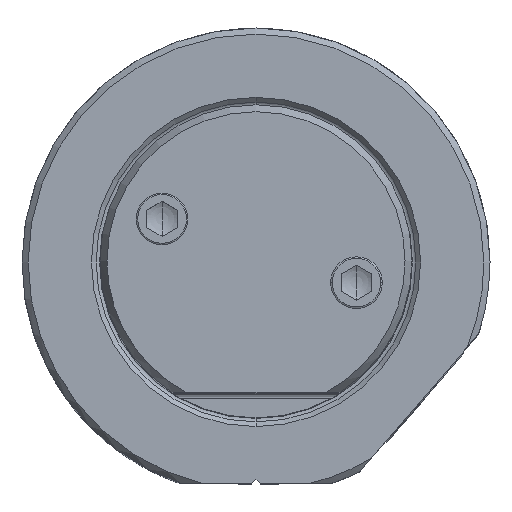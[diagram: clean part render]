
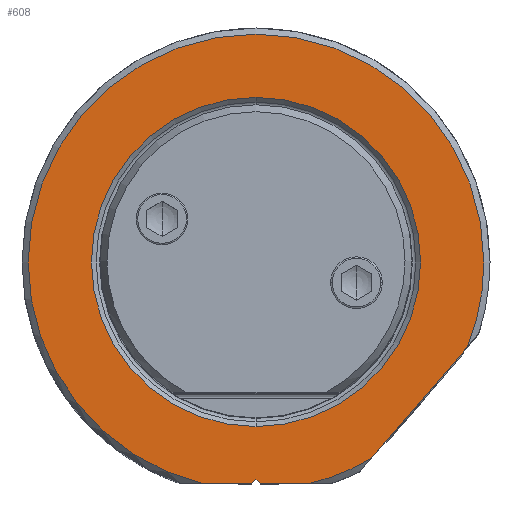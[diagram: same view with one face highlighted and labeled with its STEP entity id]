
A CAD part, top view. The second image highlights one B-rep face of the part: STEP entity #608.
In plain terms, the highlighted planar face has unit normal (0, 0, 1).
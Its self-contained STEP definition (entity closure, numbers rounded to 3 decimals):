
#123=PLANE('',#5688);
#608=ADVANCED_FACE('',(#915,#916),#123,.T.);
#915=FACE_BOUND('',#1029,.T.);
#916=FACE_BOUND('',#1030,.T.);
#1029=EDGE_LOOP('',(#2763,#2764,#2765,#2766,#2767,#2768,#2769,#2770,#2771));
#1030=EDGE_LOOP('',(#2772,#2773));
#1372=LINE('',#11269,#1675);
#1375=LINE('',#11295,#1678);
#1376=LINE('',#11297,#1679);
#1377=LINE('',#11299,#1680);
#1378=LINE('',#11301,#1681);
#1675=VECTOR('',#6614,1.);
#1678=VECTOR('',#6633,1.);
#1679=VECTOR('',#6634,1.);
#1680=VECTOR('',#6635,1.);
#1681=VECTOR('',#6636,1.);
#1953=CIRCLE('',#5681,18.55);
#1954=CIRCLE('',#5683,18.55);
#1955=CIRCLE('',#5684,18.55);
#1956=CIRCLE('',#5685,18.55);
#1957=CIRCLE('',#5686,13.4);
#1958=CIRCLE('',#5687,13.4);
#2763=ORIENTED_EDGE('',*,*,#4669,.T.);
#2764=ORIENTED_EDGE('',*,*,#4663,.T.);
#2765=ORIENTED_EDGE('',*,*,#4670,.T.);
#2766=ORIENTED_EDGE('',*,*,#4671,.T.);
#2767=ORIENTED_EDGE('',*,*,#4672,.T.);
#2768=ORIENTED_EDGE('',*,*,#4673,.F.);
#2769=ORIENTED_EDGE('',*,*,#4674,.T.);
#2770=ORIENTED_EDGE('',*,*,#4675,.T.);
#2771=ORIENTED_EDGE('',*,*,#4676,.F.);
#2772=ORIENTED_EDGE('',*,*,#4677,.T.);
#2773=ORIENTED_EDGE('',*,*,#4678,.T.);
#4025=VERTEX_POINT('',#11268);
#4026=VERTEX_POINT('',#11270);
#4029=VERTEX_POINT('',#11286);
#4030=VERTEX_POINT('',#11290);
#4031=VERTEX_POINT('',#11292);
#4032=VERTEX_POINT('',#11294);
#4033=VERTEX_POINT('',#11296);
#4034=VERTEX_POINT('',#11298);
#4035=VERTEX_POINT('',#11300);
#4036=VERTEX_POINT('',#11303);
#4037=VERTEX_POINT('',#11304);
#4663=EDGE_CURVE('',#4026,#4025,#1372,.T.);
#4669=EDGE_CURVE('',#4029,#4026,#1953,.T.);
#4670=EDGE_CURVE('',#4025,#4030,#1954,.T.);
#4671=EDGE_CURVE('',#4030,#4031,#1955,.T.);
#4672=EDGE_CURVE('',#4031,#4032,#1956,.T.);
#4673=EDGE_CURVE('',#4033,#4032,#1375,.T.);
#4674=EDGE_CURVE('',#4033,#4034,#1376,.T.);
#4675=EDGE_CURVE('',#4034,#4035,#1377,.T.);
#4676=EDGE_CURVE('',#4029,#4035,#1378,.T.);
#4677=EDGE_CURVE('',#4036,#4037,#1957,.T.);
#4678=EDGE_CURVE('',#4037,#4036,#1958,.T.);
#5681=AXIS2_PLACEMENT_3D('',#11287,#6623,#6624);
#5683=AXIS2_PLACEMENT_3D('',#11289,#6627,#6628);
#5684=AXIS2_PLACEMENT_3D('',#11291,#6629,#6630);
#5685=AXIS2_PLACEMENT_3D('',#11293,#6631,#6632);
#5686=AXIS2_PLACEMENT_3D('',#11302,#6637,#6638);
#5687=AXIS2_PLACEMENT_3D('',#11305,#6639,#6640);
#5688=AXIS2_PLACEMENT_3D('',#11306,#6641,#6642);
#6614=DIRECTION('',(0.653,0.757,0.));
#6623=DIRECTION('',(0.,0.,1.));
#6624=DIRECTION('',(0.231,-0.973,0.));
#6627=DIRECTION('',(0.,0.,1.));
#6628=DIRECTION('',(0.928,-0.373,0.));
#6629=DIRECTION('',(0.,0.,1.));
#6630=DIRECTION('',(1.,0.,0.));
#6631=DIRECTION('',(0.,0.,1.));
#6632=DIRECTION('',(-1.,0.,0.));
#6633=DIRECTION('',(-1.,0.,0.));
#6634=DIRECTION('',(0.707,0.707,0.));
#6635=DIRECTION('',(0.707,-0.707,0.));
#6636=DIRECTION('',(-1.,0.,0.));
#6637=DIRECTION('',(0.,0.,-1.));
#6638=DIRECTION('',(0.,1.,0.));
#6639=DIRECTION('',(0.,0.,-1.));
#6640=DIRECTION('',(0.,-1.,0.));
#6641=DIRECTION('',(0.,0.,1.));
#6642=DIRECTION('',(0.,1.,0.));
#11268=CARTESIAN_POINT('',(17.211,-6.919,0.));
#11269=CARTESIAN_POINT('',(9.359,-16.016,0.));
#11270=CARTESIAN_POINT('',(9.359,-16.016,0.));
#11286=CARTESIAN_POINT('',(4.278,-18.05,0.));
#11287=CARTESIAN_POINT('',(0.,0.,0.));
#11289=CARTESIAN_POINT('',(0.,0.,0.));
#11290=CARTESIAN_POINT('',(18.55,0.,0.));
#11291=CARTESIAN_POINT('',(0.,0.,0.));
#11292=CARTESIAN_POINT('',(-18.55,0.,0.));
#11293=CARTESIAN_POINT('',(0.,0.,0.));
#11294=CARTESIAN_POINT('',(-4.278,-18.05,0.));
#11295=CARTESIAN_POINT('',(-3.222,-18.05,0.));
#11296=CARTESIAN_POINT('',(-0.354,-18.05,0.));
#11297=CARTESIAN_POINT('',(-0.354,-18.05,0.));
#11298=CARTESIAN_POINT('',(0.,-17.696,0.));
#11299=CARTESIAN_POINT('',(0.,-17.696,0.));
#11300=CARTESIAN_POINT('',(0.354,-18.05,0.));
#11301=CARTESIAN_POINT('',(4.278,-18.05,0.));
#11302=CARTESIAN_POINT('',(0.,0.,0.));
#11303=CARTESIAN_POINT('',(0.,13.4,0.));
#11304=CARTESIAN_POINT('',(0.,-13.4,0.));
#11305=CARTESIAN_POINT('',(0.,0.,0.));
#11306=CARTESIAN_POINT('',(0.,0.25,0.));
